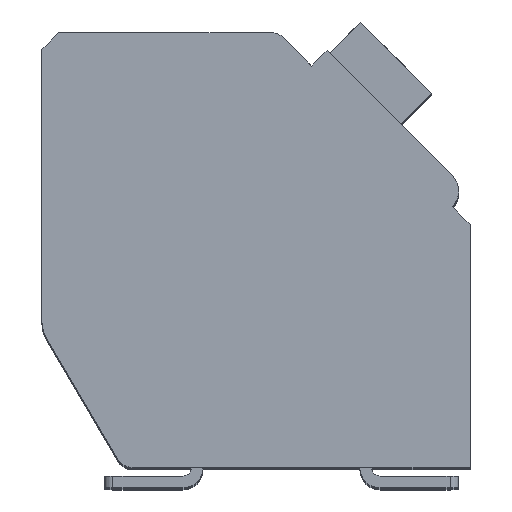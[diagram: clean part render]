
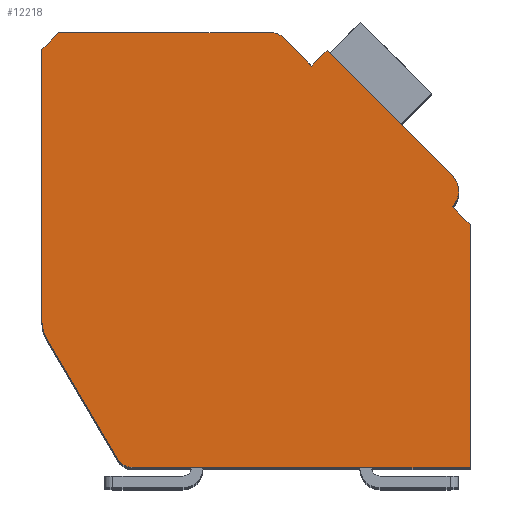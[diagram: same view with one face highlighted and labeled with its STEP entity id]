
A CAD part, top view. The second image highlights one B-rep face of the part: STEP entity #12218.
In plain terms, the highlighted planar face has unit normal (0, 0, 1).
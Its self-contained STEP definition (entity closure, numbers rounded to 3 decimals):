
#272=DIRECTION('',(0.,-1.,0.));
#273=VECTOR('',#272,8.053);
#274=CARTESIAN_POINT('',(-12.7,12.4,2.1));
#275=LINE('',#274,#273);
#276=DIRECTION('',(-0.707,-0.707,0.));
#277=VECTOR('',#276,0.707);
#278=CARTESIAN_POINT('',(-12.2,12.9,2.1));
#279=LINE('',#278,#277);
#280=DIRECTION('',(-1.,0.,0.));
#281=VECTOR('',#280,6.298);
#282=CARTESIAN_POINT('',(-5.902,12.9,2.1));
#283=LINE('',#282,#281);
#284=CARTESIAN_POINT('',(-5.902,12.4,2.1));
#285=DIRECTION('',(0.,0.,1.));
#286=DIRECTION('',(0.707,0.707,0.));
#287=AXIS2_PLACEMENT_3D('',#284,#285,#286);
#289=DIRECTION('',(-0.707,0.707,0.));
#290=VECTOR('',#289,1.197);
#291=CARTESIAN_POINT('',(-4.702,11.907,2.1));
#292=LINE('',#291,#290);
#293=DIRECTION('',(-0.707,-0.707,0.));
#294=VECTOR('',#293,0.65);
#295=CARTESIAN_POINT('',(-4.243,12.367,2.1));
#296=LINE('',#295,#294);
#297=DIRECTION('',(-0.707,0.707,0.));
#298=VECTOR('',#297,5.25);
#299=CARTESIAN_POINT('',(-0.53,8.655,2.1));
#300=LINE('',#299,#298);
#301=CARTESIAN_POINT('',(-0.99,8.195,2.1));
#302=DIRECTION('',(0.,0.,1.));
#303=DIRECTION('',(0.707,-0.707,0.));
#304=AXIS2_PLACEMENT_3D('',#301,#302,#303);
#306=DIRECTION('',(-0.707,0.707,0.));
#307=VECTOR('',#306,0.75);
#308=CARTESIAN_POINT('',(0.,7.205,2.1));
#309=LINE('',#308,#307);
#310=DIRECTION('',(0.,1.,0.));
#311=VECTOR('',#310,7.205);
#312=CARTESIAN_POINT('',(0.,0.,2.1));
#313=LINE('',#312,#311);
#314=DIRECTION('',(1.,0.,0.));
#315=VECTOR('',#314,10.014);
#316=CARTESIAN_POINT('',(-10.014,0.,2.1));
#317=LINE('',#316,#315);
#318=CARTESIAN_POINT('',(-10.014,0.5,2.1));
#319=DIRECTION('',(0.,0.,1.));
#320=DIRECTION('',(-0.862,-0.508,0.));
#321=AXIS2_PLACEMENT_3D('',#318,#319,#320);
#323=DIRECTION('',(0.508,-0.862,0.));
#324=VECTOR('',#323,4.17);
#325=CARTESIAN_POINT('',(-12.562,3.839,2.1));
#326=LINE('',#325,#324);
#327=CARTESIAN_POINT('',(-11.7,4.347,2.1));
#328=DIRECTION('',(0.,0.,1.));
#329=DIRECTION('',(-1.,0.,0.));
#330=AXIS2_PLACEMENT_3D('',#327,#328,#329);
#9185=CARTESIAN_POINT('',(-12.7,12.4,2.1));
#9186=CARTESIAN_POINT('',(-12.7,4.347,2.1));
#9187=VERTEX_POINT('',#9185);
#9188=VERTEX_POINT('',#9186);
#9189=CARTESIAN_POINT('',(-12.562,3.839,2.1));
#9190=VERTEX_POINT('',#9189);
#9191=CARTESIAN_POINT('',(-10.445,0.246,2.1));
#9192=VERTEX_POINT('',#9191);
#9193=CARTESIAN_POINT('',(-10.014,0.,2.1));
#9194=VERTEX_POINT('',#9193);
#9195=CARTESIAN_POINT('',(0.,0.,2.1));
#9196=VERTEX_POINT('',#9195);
#9197=CARTESIAN_POINT('',(0.,7.205,2.1));
#9198=VERTEX_POINT('',#9197);
#9199=CARTESIAN_POINT('',(-0.53,7.735,2.1));
#9200=VERTEX_POINT('',#9199);
#9201=CARTESIAN_POINT('',(-0.53,8.655,2.1));
#9202=VERTEX_POINT('',#9201);
#9203=CARTESIAN_POINT('',(-4.243,12.367,2.1));
#9204=VERTEX_POINT('',#9203);
#9205=CARTESIAN_POINT('',(-4.702,11.907,2.1));
#9206=VERTEX_POINT('',#9205);
#9207=CARTESIAN_POINT('',(-5.548,12.754,2.1));
#9208=VERTEX_POINT('',#9207);
#9209=CARTESIAN_POINT('',(-5.902,12.9,2.1));
#9210=VERTEX_POINT('',#9209);
#9211=CARTESIAN_POINT('',(-12.2,12.9,2.1));
#9212=VERTEX_POINT('',#9211);
#12185=CARTESIAN_POINT('',(0.,0.,2.1));
#12186=DIRECTION('',(0.,0.,1.));
#12187=DIRECTION('',(1.,0.,0.));
#12188=AXIS2_PLACEMENT_3D('',#12185,#12186,#12187);
#12189=PLANE('',#12188);
#12190=ORIENTED_EDGE('',*,*,#11961,.F.);
#12192=ORIENTED_EDGE('',*,*,#12191,.F.);
#12194=ORIENTED_EDGE('',*,*,#12193,.F.);
#12196=ORIENTED_EDGE('',*,*,#12195,.F.);
#12198=ORIENTED_EDGE('',*,*,#12197,.F.);
#12200=ORIENTED_EDGE('',*,*,#12199,.F.);
#12202=ORIENTED_EDGE('',*,*,#12201,.F.);
#12204=ORIENTED_EDGE('',*,*,#12203,.F.);
#12206=ORIENTED_EDGE('',*,*,#12205,.F.);
#12208=ORIENTED_EDGE('',*,*,#12207,.F.);
#12210=ORIENTED_EDGE('',*,*,#12209,.F.);
#12212=ORIENTED_EDGE('',*,*,#12211,.F.);
#12214=ORIENTED_EDGE('',*,*,#12213,.F.);
#12215=ORIENTED_EDGE('',*,*,#12058,.F.);
#12216=EDGE_LOOP('',(#12190,#12192,#12194,#12196,#12198,#12200,#12202,#12204,
#12206,#12208,#12210,#12212,#12214,#12215));
#12217=FACE_OUTER_BOUND('',#12216,.F.);
#288=CIRCLE('',#287,0.5);
#305=CIRCLE('',#304,0.65);
#322=CIRCLE('',#321,0.5);
#331=CIRCLE('',#330,1.);
#11961=EDGE_CURVE('',#9187,#9188,#275,.T.);
#12058=EDGE_CURVE('',#9188,#9190,#331,.T.);
#12191=EDGE_CURVE('',#9212,#9187,#279,.T.);
#12193=EDGE_CURVE('',#9210,#9212,#283,.T.);
#12195=EDGE_CURVE('',#9208,#9210,#288,.T.);
#12197=EDGE_CURVE('',#9206,#9208,#292,.T.);
#12199=EDGE_CURVE('',#9204,#9206,#296,.T.);
#12201=EDGE_CURVE('',#9202,#9204,#300,.T.);
#12203=EDGE_CURVE('',#9200,#9202,#305,.T.);
#12205=EDGE_CURVE('',#9198,#9200,#309,.T.);
#12207=EDGE_CURVE('',#9196,#9198,#313,.T.);
#12209=EDGE_CURVE('',#9194,#9196,#317,.T.);
#12211=EDGE_CURVE('',#9192,#9194,#322,.T.);
#12213=EDGE_CURVE('',#9190,#9192,#326,.T.);
#12218=ADVANCED_FACE('',(#12217),#12189,.T.);
